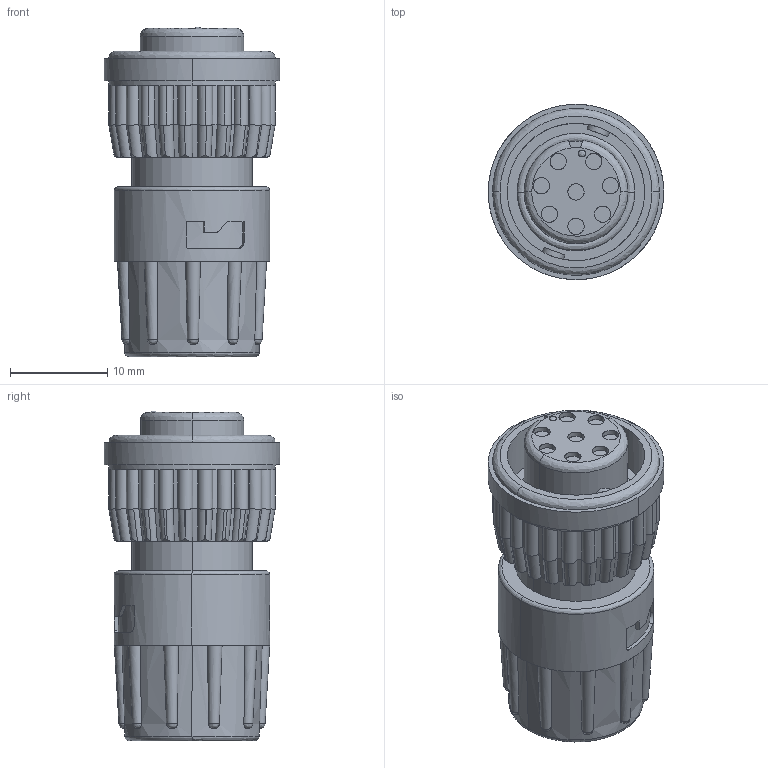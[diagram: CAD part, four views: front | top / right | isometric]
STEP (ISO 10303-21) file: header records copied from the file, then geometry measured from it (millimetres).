
FILE_DESCRIPTION (( 'STEP AP203' ), '1' );
FILE_NAME ('6282-8SG-321.STEP', '2018-02-28T22:31:13', ( '' ), ( '' ), 'SwSTEP 2.0', 'SolidWorks 2017', '' );
FILE_SCHEMA (( 'CONFIG_CONTROL_DESIGN' ));
Length unit declared in the file: inch
Products named in the file (1): 6282-8SG-321
Bounding box: 18.03 x 18.03 x 33.92 mm (x, y, z)
Volume: 5709.8 mm3; surface area: 2844.4 mm2
Topology: 1 solids, 1 shells, 329 faces, 922 edges, 615 vertices
Faces by surface type: cylinder 192, plane 79, bspline 56, cone 2
Entity records: 18828 total; most frequent: CARTESIAN_POINT 11706, ORIENTED_EDGE 1844, EDGE_CURVE 922, DIRECTION 905, VERTEX_POINT 615, B_SPLINE_CURVE_WITH_KNOTS 587, EDGE_LOOP 349, AXIS2_PLACEMENT_3D 340
